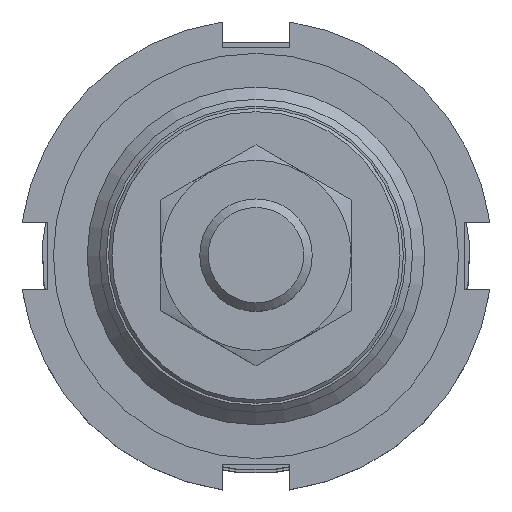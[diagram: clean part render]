
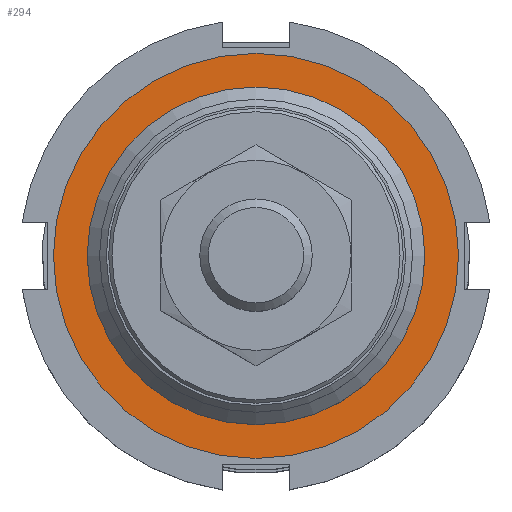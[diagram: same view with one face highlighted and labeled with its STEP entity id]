
A CAD part, top view. The second image highlights one B-rep face of the part: STEP entity #294.
In plain terms, the highlighted planar face has unit normal (0, 0, 1).
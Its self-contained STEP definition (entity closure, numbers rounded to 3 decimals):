
#294 = ADVANCED_FACE( '', ( #634, #635 ), #636, .F. );
#634 = FACE_OUTER_BOUND( '', #1078, .T. );
#635 = FACE_BOUND( '', #1079, .T. );
#636 = PLANE( '', #1080 );
#1078 = EDGE_LOOP( '', ( #1688 ) );
#1079 = EDGE_LOOP( '', ( #1689 ) );
#1080 = AXIS2_PLACEMENT_3D( '', #1690, #1691, #1692 );
#1688 = ORIENTED_EDGE( '', *, *, #2551, .F. );
#1689 = ORIENTED_EDGE( '', *, *, #2552, .T. );
#1690 = CARTESIAN_POINT( '', ( 0., 0., 4. ) );
#1691 = DIRECTION( '', ( 0., 0., -1. ) );
#1692 = DIRECTION( '', ( -1., 0., 0. ) );
#2551 = EDGE_CURVE( '', #3034, #3034, #3035, .T. );
#2552 = EDGE_CURVE( '', #3036, #3036, #3037, .T. );
#3034 = VERTEX_POINT( '', #3724 );
#3035 = CIRCLE( '', #3725, 18. );
#3036 = VERTEX_POINT( '', #3726 );
#3037 = CIRCLE( '', #3727, 15. );
#3724 = CARTESIAN_POINT( '', ( -18., 0., 4. ) );
#3725 = AXIS2_PLACEMENT_3D( '', #4327, #4328, #4329 );
#3726 = CARTESIAN_POINT( '', ( -15., 0., 4. ) );
#3727 = AXIS2_PLACEMENT_3D( '', #4330, #4331, #4332 );
#4327 = CARTESIAN_POINT( '', ( 0., 0., 4. ) );
#4328 = DIRECTION( '', ( 0., 0., -1. ) );
#4329 = DIRECTION( '', ( -1., 0., 0. ) );
#4330 = CARTESIAN_POINT( '', ( 0., 0., 4. ) );
#4331 = DIRECTION( '', ( 0., 0., -1. ) );
#4332 = DIRECTION( '', ( -1., 0., 0. ) );
